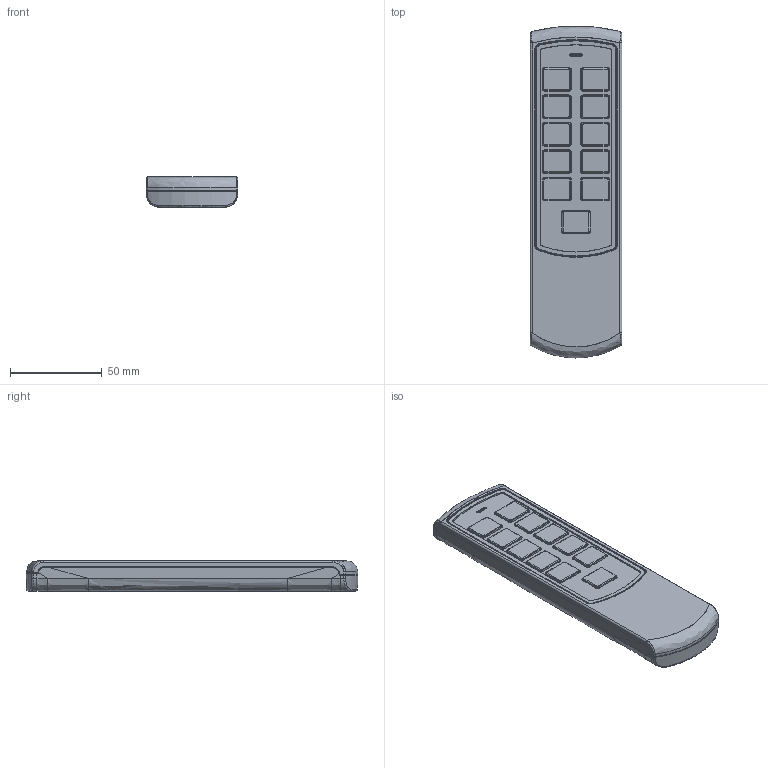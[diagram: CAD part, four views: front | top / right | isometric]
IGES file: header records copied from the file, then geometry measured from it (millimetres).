
Start section: SolidWorks IGES file using analytic representation for surfaces
Global section: file name: Topline.IGS; native system: SolidWorks 2014; preprocessor: SolidWorks 2014; author: ckuhn; date: 150608.132721; units: millimetre
Bounding box: 50 x 181.4 x 16.5 mm (x, y, z)
Surface area: 27200.5 mm2 (no closed solid volume)
Topology: 0 solids, 0 shells, 734 faces, 5879 edges, 5871 vertices
Faces by surface type: bspline 441, revolution 293
